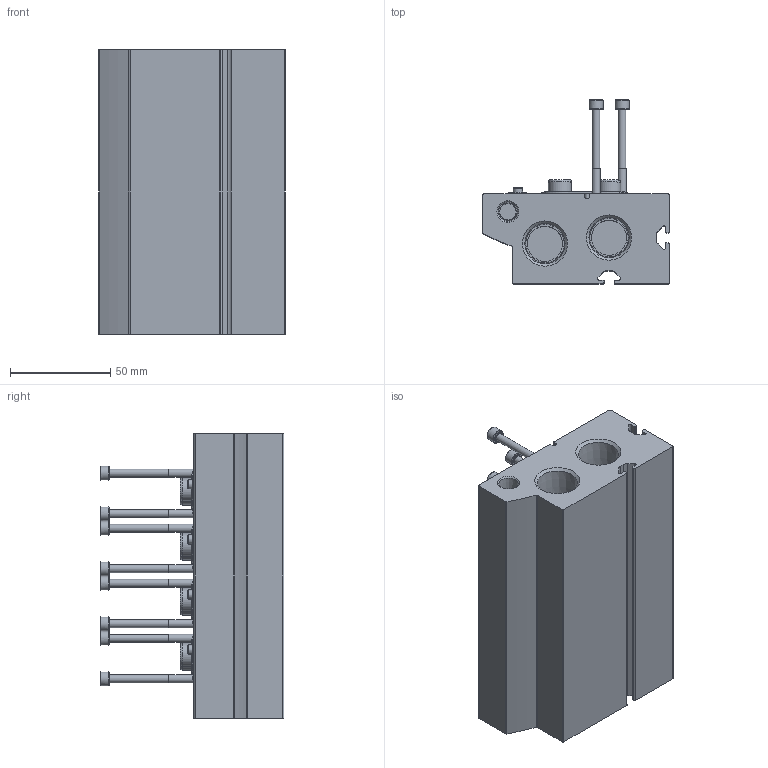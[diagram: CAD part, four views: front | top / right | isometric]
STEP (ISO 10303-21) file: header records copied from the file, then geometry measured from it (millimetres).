
FILE_DESCRIPTION(/* description */ ('STEP AP214'),/* implementation_level */ '2;1');
FILE_NAME(/* name */ '8026290_VABM-B10-25E-N12-4-P3',/* time_stamp */ '2024-09-15T21:49:10+02:00',/* author */ ('License CC BY-ND 4.0'),/* organization */ ('CADENAS'),/* preprocessor_version */ 'ST-DEVELOPER v19.3',/* originating_system */ 'PARTsolutions',/* authorisation */ ' ');
FILE_SCHEMA (('AUTOMOTIVE_DESIGN {1 0 10303 214 3 1 1}'));
Length unit declared in the file: millimetre
Products named in the file (7): 8026290 VABM-B10-25E-N12-4-P3; 8026290 VABM-B10-25E-N12-4-P3---(M); 1841565 VUVS-G14-2---(S); 2833735 F-M4x50-10.9; 1743809 VUVS-M5---(S); 31785 B-1/2-NPT---(Plug); 173985 B-1/8-NPT---(Plug)
Assembly tree (20 placements, depth 2):
  8026290 VABM-B10-25E-N12-4-P3
    8026290 VABM-B10-25E-N12-4-P3---(M)
    1841565 VUVS-G14-2---(S)  x4
    2833735 F-M4x50-10.9  x8
    1743809 VUVS-M5---(S)  x4
    31785 B-1/2-NPT---(Plug)  x2
    173985 B-1/8-NPT---(Plug)
Bounding box: 93 x 91.8 x 142 mm (x, y, z)
Volume: 460009 mm3; surface area: 98147.2 mm2
Topology: 20 solids, 20 shells, 807 faces, 1921 edges, 1221 vertices
Faces by surface type: plane 395, cylinder 229, cone 151, torus 32
Full cylindrical faces by diameter (mm): 2.9 x4, 3.242 x9, 3.5 x1, 3.9 x8, 4 x8, 4.134 x3, 4.2 x4, 4.366 x1, 4.6 x4, 5.5 x4, 6.1 x4, 7 x16, 8.2 x1, 8.6 x8, 9 x4, 9.525 x2, 11.6 x8, 14.6 x8, 17.6 x2
Entity records: 9702 total; most frequent: CARTESIAN_POINT 1799, DIRECTION 1660, ORIENTED_EDGE 1358, EDGE_CURVE 679, AXIS2_PLACEMENT_3D 649, FACE_BOUND 541, EDGE_LOOP 526, VERTEX_POINT 514
